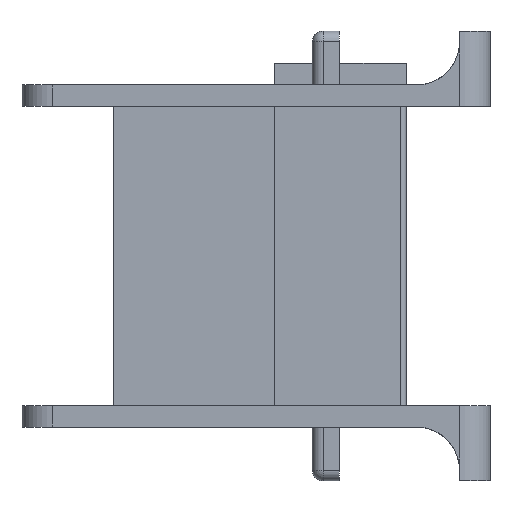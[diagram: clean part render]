
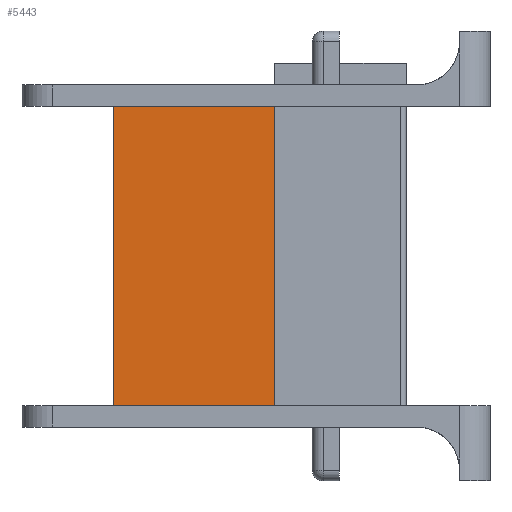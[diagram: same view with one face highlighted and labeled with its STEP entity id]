
A CAD part, left-side view. The second image highlights one B-rep face of the part: STEP entity #5443.
In plain terms, the highlighted planar face has unit normal (-1, 0, 0).
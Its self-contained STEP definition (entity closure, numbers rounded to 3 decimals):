
#277 = VERTEX_POINT ( 'NONE', #423 ) ;
#321 = CARTESIAN_POINT ( 'NONE',  ( -17.4, 15., 13.9 ) ) ;
#423 = CARTESIAN_POINT ( 'NONE',  ( -17.4, 0., 13.9 ) ) ;
#436 = LINE ( 'NONE', #321, #5597 ) ;
#545 = CARTESIAN_POINT ( 'NONE',  ( -17.4, 0., -13.9 ) ) ;
#839 = EDGE_CURVE ( 'NONE', #277, #2089, #436, .T. ) ;
#866 = LINE ( 'NONE', #2531, #4397 ) ;
#904 = VERTEX_POINT ( 'NONE', #545 ) ;
#1187 = CARTESIAN_POINT ( 'NONE',  ( -17.4, 15., -13.9 ) ) ;
#1638 = EDGE_CURVE ( 'NONE', #4091, #904, #5676, .T. ) ;
#1741 = VECTOR ( 'NONE', #2860, 1000. ) ;
#2089 = VERTEX_POINT ( 'NONE', #5915 ) ;
#2130 = ORIENTED_EDGE ( 'NONE', *, *, #839, .T. ) ;
#2428 = ORIENTED_EDGE ( 'NONE', *, *, #1638, .T. ) ;
#2531 = CARTESIAN_POINT ( 'NONE',  ( -17.4, 0., 15.9 ) ) ;
#2547 = DIRECTION ( 'NONE',  ( 0., 1., 0. ) ) ;
#2860 = DIRECTION ( 'NONE',  ( 0., -1., 0. ) ) ;
#3092 = DIRECTION ( 'NONE',  ( 0., 0., -1. ) ) ;
#3140 = FACE_OUTER_BOUND ( 'NONE', #3399, .T. ) ;
#3399 = EDGE_LOOP ( 'NONE', ( #5941, #2428, #6948, #2130 ) ) ;
#3662 = DIRECTION ( 'NONE',  ( 0., 0., 1. ) ) ;
#3734 = DIRECTION ( 'NONE',  ( -1., 0., 0. ) ) ;
#3903 = EDGE_CURVE ( 'NONE', #2089, #4091, #4766, .T. ) ;
#4091 = VERTEX_POINT ( 'NONE', #4567 ) ;
#4263 = AXIS2_PLACEMENT_3D ( 'NONE', #6471, #3734, #3662 ) ;
#4318 = DIRECTION ( 'NONE',  ( 0., 0., -1. ) ) ;
#4397 = VECTOR ( 'NONE', #4318, 1000. ) ;
#4567 = CARTESIAN_POINT ( 'NONE',  ( -17.4, 15., -13.9 ) ) ;
#4766 = LINE ( 'NONE', #6462, #5777 ) ;
#5439 = PLANE ( 'NONE',  #4263 ) ;
#5443 = ADVANCED_FACE ( 'NONE', ( #3140 ), #5439, .T. ) ;
#5597 = VECTOR ( 'NONE', #2547, 1000. ) ;
#5676 = LINE ( 'NONE', #1187, #1741 ) ;
#5777 = VECTOR ( 'NONE', #3092, 1000. ) ;
#5915 = CARTESIAN_POINT ( 'NONE',  ( -17.4, 15., 13.9 ) ) ;
#5941 = ORIENTED_EDGE ( 'NONE', *, *, #3903, .T. ) ;
#6462 = CARTESIAN_POINT ( 'NONE',  ( -17.4, 15., 15.9 ) ) ;
#6471 = CARTESIAN_POINT ( 'NONE',  ( -17.4, 15., 15.9 ) ) ;
#6933 = EDGE_CURVE ( 'NONE', #277, #904, #866, .T. ) ;
#6948 = ORIENTED_EDGE ( 'NONE', *, *, #6933, .F. ) ;
